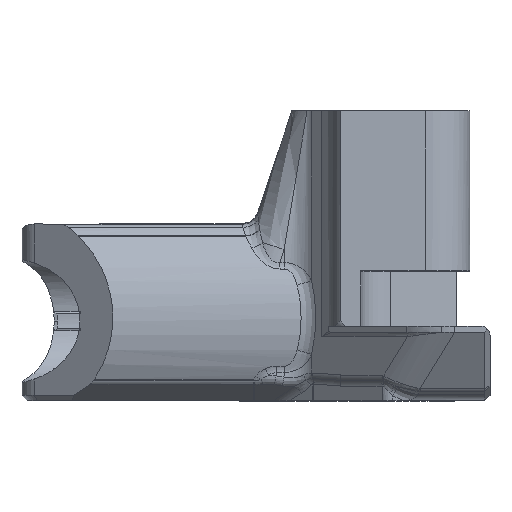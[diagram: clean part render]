
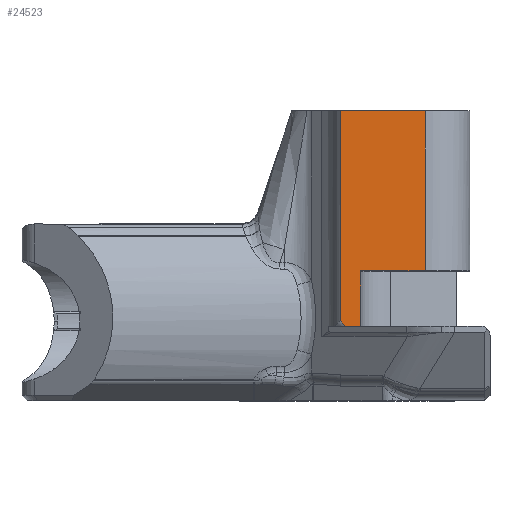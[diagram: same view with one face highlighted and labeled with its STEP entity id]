
A CAD part, top view. The second image highlights one B-rep face of the part: STEP entity #24523.
In plain terms, the highlighted planar face has unit normal (0, 0, 1).
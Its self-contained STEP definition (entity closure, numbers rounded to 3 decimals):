
#1708=DIRECTION('',(1.,0.,0.));
#1709=VECTOR('',#1708,8.017);
#1710=CARTESIAN_POINT('',(-18.017,27.28,90.041));
#1711=LINE('',#1710,#1709);
#6683=DIRECTION('',(0.,1.,0.));
#6684=VECTOR('',#6683,19.78);
#6685=CARTESIAN_POINT('',(-18.017,7.5,90.041));
#6686=LINE('',#6685,#6684);
#6687=DIRECTION('',(0.,1.,0.));
#6688=VECTOR('',#6687,3.487);
#6689=CARTESIAN_POINT('',(-10.,23.793,90.041));
#6690=LINE('',#6689,#6688);
#6691=DIRECTION('',(0.,-1.,0.));
#6692=VECTOR('',#6691,11.45);
#6693=CARTESIAN_POINT('',(-10.05,23.65,90.041));
#6694=LINE('',#6693,#6692);
#6695=DIRECTION('',(-1.,0.,0.));
#6696=VECTOR('',#6695,6.077);
#6697=CARTESIAN_POINT('',(-10.05,12.2,90.041));
#6698=LINE('',#6697,#6696);
#6699=DIRECTION('',(1.,0.,0.));
#6700=VECTOR('',#6699,1.391);
#6701=CARTESIAN_POINT('',(-17.517,7.,90.041));
#6702=LINE('',#6701,#6700);
#6720=DIRECTION('',(0.,1.,0.));
#6721=VECTOR('',#6720,5.2);
#6722=CARTESIAN_POINT('',(-16.127,7.,90.041));
#6723=LINE('',#6722,#6721);
#7785=DIRECTION('',(-0.33,-0.944,0.));
#7786=VECTOR('',#7785,0.152);
#7787=CARTESIAN_POINT('',(-10.,23.793,90.041));
#7788=LINE('',#7787,#7786);
#7806=DIRECTION('',(0.707,-0.707,0.));
#7807=VECTOR('',#7806,0.707);
#7808=CARTESIAN_POINT('',(-18.017,7.5,90.041));
#7809=LINE('',#7808,#7807);
#12690=CARTESIAN_POINT('',(-18.017,27.28,90.041));
#12692=VERTEX_POINT('',#12690);
#12693=CARTESIAN_POINT('',(-18.017,7.5,90.041));
#12694=VERTEX_POINT('',#12693);
#12699=CARTESIAN_POINT('',(-10.05,23.65,90.041));
#12701=VERTEX_POINT('',#12699);
#12733=CARTESIAN_POINT('',(-10.,23.793,90.041));
#12734=CARTESIAN_POINT('',(-10.,27.28,90.041));
#12735=VERTEX_POINT('',#12733);
#12736=VERTEX_POINT('',#12734);
#12741=CARTESIAN_POINT('',(-10.05,12.2,90.041));
#12742=VERTEX_POINT('',#12741);
#12743=CARTESIAN_POINT('',(-16.127,12.2,90.041));
#12744=VERTEX_POINT('',#12743);
#12755=CARTESIAN_POINT('',(-17.517,7.,90.041));
#12756=VERTEX_POINT('',#12755);
#13764=CARTESIAN_POINT('',(-16.127,7.,90.041));
#13765=VERTEX_POINT('',#13764);
#24500=CARTESIAN_POINT('',(-36.124,7.,90.041));
#24501=DIRECTION('',(0.,0.,-1.));
#24502=DIRECTION('',(1.,0.,0.));
#24503=AXIS2_PLACEMENT_3D('',#24500,#24501,#24502);
#24504=PLANE('',#24503);
#24506=ORIENTED_EDGE('',*,*,#24505,.F.);
#24508=ORIENTED_EDGE('',*,*,#24507,.F.);
#24509=ORIENTED_EDGE('',*,*,#24491,.T.);
#24510=ORIENTED_EDGE('',*,*,#16869,.T.);
#24512=ORIENTED_EDGE('',*,*,#24511,.F.);
#24514=ORIENTED_EDGE('',*,*,#24513,.T.);
#24516=ORIENTED_EDGE('',*,*,#24515,.T.);
#24518=ORIENTED_EDGE('',*,*,#24517,.T.);
#24520=ORIENTED_EDGE('',*,*,#24519,.F.);
#24521=EDGE_LOOP('',(#24506,#24508,#24509,#24510,#24512,#24514,#24516,#24518,
#24520));
#24522=FACE_OUTER_BOUND('',#24521,.F.);
#24523=ADVANCED_FACE('',(#24522),#24504,.F.);
#16869=EDGE_CURVE('',#12692,#12736,#1711,.T.);
#24491=EDGE_CURVE('',#12694,#12692,#6686,.T.);
#24505=EDGE_CURVE('',#12756,#13765,#6702,.T.);
#24507=EDGE_CURVE('',#12694,#12756,#7809,.T.);
#24511=EDGE_CURVE('',#12735,#12736,#6690,.T.);
#24513=EDGE_CURVE('',#12735,#12701,#7788,.T.);
#24515=EDGE_CURVE('',#12701,#12742,#6694,.T.);
#24517=EDGE_CURVE('',#12742,#12744,#6698,.T.);
#24519=EDGE_CURVE('',#13765,#12744,#6723,.T.);
